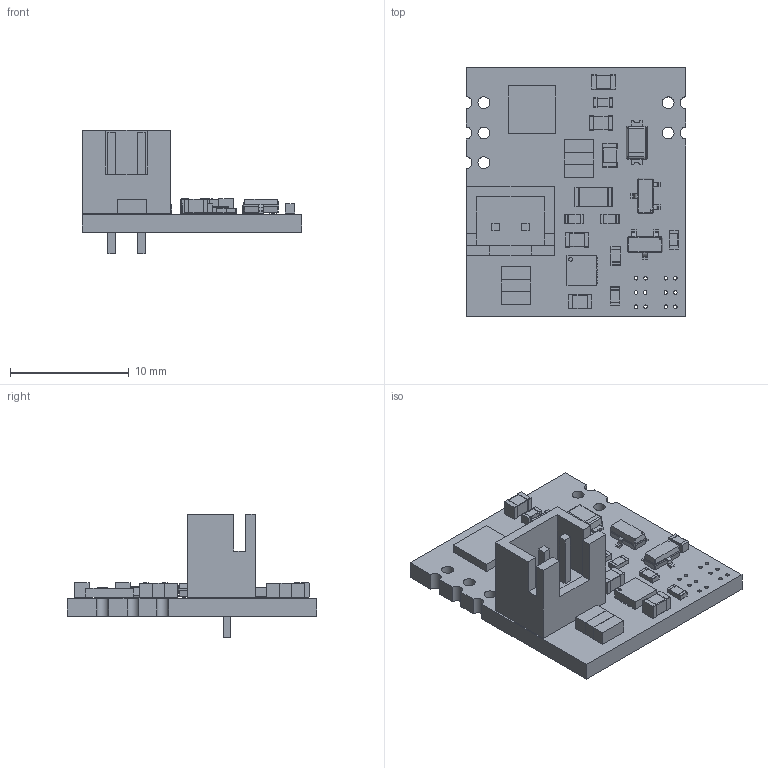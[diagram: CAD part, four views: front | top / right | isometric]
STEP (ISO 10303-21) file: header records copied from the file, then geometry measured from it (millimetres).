
FILE_DESCRIPTION(('KiCad electronic assembly'),'2;1');
FILE_NAME('LiFePO4-charge-discharge-board.step','2026-02-16T18:18:01',( 'Pcbnew'),('Kicad'),'Open CASCADE STEP processor 7.9', 'KiCad to STEP converter','Unknown');
FILE_SCHEMA(('AUTOMOTIVE_DESIGN { 1 0 10303 214 1 1 1 1 }'));
Length unit declared in the file: millimetre
Products named in the file (18): LiFePO4-charge-discharge-board 1; R_0603_1608Metric; RT6150B-33GQW; Body; ThermalPin; PinsArrayLR; PMEG10020ELXEX; JST-XH-B2B; C_0805_2012Metric; C_0603_1608Metric; SRP3212A; term1; term2; body; R_1206_3216Metric; SOT-23-3; TP5000-QFN16; LiFePO4-charge-discharge-board_PCB
Assembly tree (27 placements, depth 3):
  LiFePO4-charge-discharge-board 1
    R_0603_1608Metric  x4
    RT6150B-33GQW
      Body
      ThermalPin
      PinsArrayLR
    PMEG10020ELXEX
    JST-XH-B2B
    C_0805_2012Metric  x5
    C_0603_1608Metric  x2
    SRP3212A  x2
      term1
      term2
      body
    R_1206_3216Metric
    SOT-23-3  x2
    TP5000-QFN16
    LiFePO4-charge-discharge-board_PCB
Bounding box: 18.5 x 21 x 10.4 mm (x, y, z)
Volume: 821.2 mm3; surface area: 1665 mm2
Topology: 38 solids, 38 shells, 746 faces, 1861 edges, 1208 vertices
Faces by surface type: plane 479, cylinder 227, bspline 32, sphere 8
Full cylindrical faces by diameter (mm): 0.3 x26, 0.312 x1, 1 x7
Entity records: 15637 total; most frequent: CARTESIAN_POINT 2330, DIRECTION 2233, ORIENTED_EDGE 2168, EDGE_CURVE 1084, LINE 793, VECTOR 793, AXIS2_PLACEMENT_3D 720, VERTEX_POINT 705
